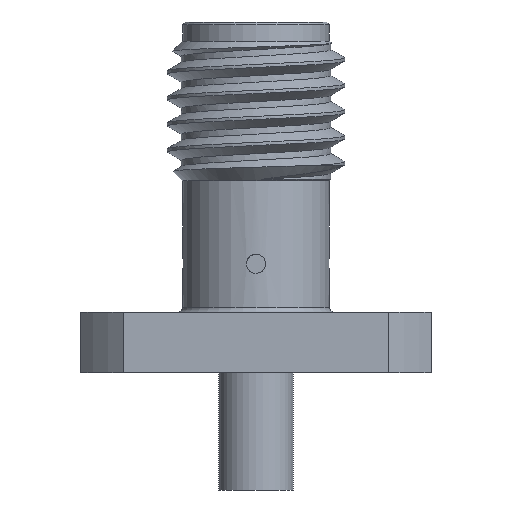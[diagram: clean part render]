
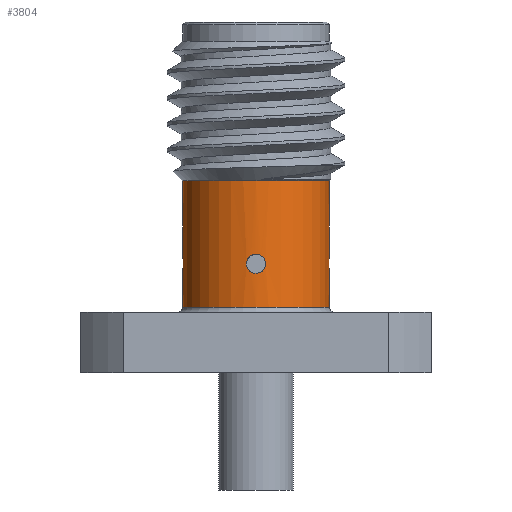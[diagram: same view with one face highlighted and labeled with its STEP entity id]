
A CAD part, front view. The second image highlights one B-rep face of the part: STEP entity #3804.
In plain terms, the highlighted cylindrical face has radius 1.994 mm (diameter 3.988 mm), a partial arc.
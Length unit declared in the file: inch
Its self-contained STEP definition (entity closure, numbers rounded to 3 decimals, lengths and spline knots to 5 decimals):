
#38 = CARTESIAN_POINT ( 'NONE',  ( -0.0785, 0., -0.035 ) ) ;
#59 = CARTESIAN_POINT ( 'NONE',  ( 0., -0.0785, 0.04145 ) ) ;
#77 = VECTOR ( 'NONE', #540, 39.37008 ) ;
#78 = CARTESIAN_POINT ( 'NONE',  ( 0.0785, 0., -0.035 ) ) ;
#97 = DIRECTION ( 'NONE',  ( 0., 0., 1. ) ) ;
#108 = LINE ( 'NONE', #737, #1653 ) ;
#155 = AXIS2_PLACEMENT_3D ( 'NONE', #284, #355, #2010 ) ;
#197 = VERTEX_POINT ( 'NONE', #1912 ) ;
#208 = DIRECTION ( 'NONE',  ( 1., 0., 0. ) ) ;
#249 = CARTESIAN_POINT ( 'NONE',  ( 0.07799, -0.00912, 0.04633 ) ) ;
#284 = CARTESIAN_POINT ( 'NONE',  ( 0., 0., -0.035 ) ) ;
#316 = B_SPLINE_CURVE_WITH_KNOTS ( 'NONE', 3,
 ( #3372, #3054, #4328, #387, #3353, #2062, #2677, #1059, #1403, #59 ),
 .UNSPECIFIED., .F., .F.,
 ( 4, 2, 2, 2, 4 ),
 ( 0., 0.0002, 0.00041, 0.00061, 0.00081 ),
 .UNSPECIFIED. ) ;
#355 = DIRECTION ( 'NONE',  ( 0., 0., 1. ) ) ;
#387 = CARTESIAN_POINT ( 'NONE',  ( 0.00912, -0.07799, 0.05703 ) ) ;
#396 = VERTEX_POINT ( 'NONE', #3936 ) ;
#421 = CIRCLE ( 'NONE', #1835, 0.0785 ) ;
#500 = VERTEX_POINT ( 'NONE', #2811 ) ;
#540 = DIRECTION ( 'NONE',  ( 0., 0., 1. ) ) ;
#543 = CARTESIAN_POINT ( 'NONE',  ( -0.00267, -0.0785, 0.04145 ) ) ;
#622 = B_SPLINE_CURVE_WITH_KNOTS ( 'NONE', 3,
 ( #3556, #902, #2248, #249, #1595, #3924, #3007, #993, #1663, #3670 ),
 .UNSPECIFIED., .F., .F.,
 ( 4, 2, 2, 2, 4 ),
 ( 0.00081, 0.00102, 0.00122, 0.00142, 0.00163 ),
 .UNSPECIFIED. ) ;
#684 = CYLINDRICAL_SURFACE ( 'NONE', #155, 0.0785 ) ;
#737 = CARTESIAN_POINT ( 'NONE',  ( 0.0785, 0., -0.035 ) ) ;
#780 = ORIENTED_EDGE ( 'NONE', *, *, #2147, .T. ) ;
#830 = CARTESIAN_POINT ( 'NONE',  ( -0.07799, -0.00914, 0.04636 ) ) ;
#902 = CARTESIAN_POINT ( 'NONE',  ( 0.0785, -0.00267, 0.04145 ) ) ;
#954 = ORIENTED_EDGE ( 'NONE', *, *, #2053, .T. ) ;
#993 = CARTESIAN_POINT ( 'NONE',  ( 0.07834, -0.00536, 0.0608 ) ) ;
#1059 = CARTESIAN_POINT ( 'NONE',  ( 0.00533, -0.07834, 0.04254 ) ) ;
#1185 = CARTESIAN_POINT ( 'NONE',  ( -0.0785, 0., 0.04145 ) ) ;
#1357 = EDGE_LOOP ( 'NONE', ( #2304, #2394, #2682, #3643, #780, #4045, #1864, #1824 ) ) ;
#1403 = CARTESIAN_POINT ( 'NONE',  ( 0.00267, -0.0785, 0.04145 ) ) ;
#1422 = DIRECTION ( 'NONE',  ( 0., 0., 1. ) ) ;
#1440 = DIRECTION ( 'NONE',  ( -1., 0., 0. ) ) ;
#1457 = EDGE_CURVE ( 'NONE', #3714, #396, #3393, .T. ) ;
#1498 = CARTESIAN_POINT ( 'NONE',  ( -0.07783, -0.01023, 0.04901 ) ) ;
#1575 = VECTOR ( 'NONE', #2317, 39.37008 ) ;
#1588 = CARTESIAN_POINT ( 'NONE',  ( -0.0785, 0., 0.06191 ) ) ;
#1595 = CARTESIAN_POINT ( 'NONE',  ( 0.07783, -0.01023, 0.04897 ) ) ;
#1653 = VECTOR ( 'NONE', #2772, 39.37008 ) ;
#1663 = CARTESIAN_POINT ( 'NONE',  ( 0.0785, -0.00271, 0.06191 ) ) ;
#1670 = EDGE_CURVE ( 'NONE', #3714, #2986, #2206, .T. ) ;
#1754 = CARTESIAN_POINT ( 'NONE',  ( 0., -0.0785, 0.06191 ) ) ;
#1780 = EDGE_CURVE ( 'NONE', #500, #396, #3101, .T. ) ;
#1824 = ORIENTED_EDGE ( 'NONE', *, *, #1780, .T. ) ;
#1835 = AXIS2_PLACEMENT_3D ( 'NONE', #3220, #3886, #208 ) ;
#1852 = CARTESIAN_POINT ( 'NONE',  ( -0.0785, -0.00271, 0.06191 ) ) ;
#1864 = ORIENTED_EDGE ( 'NONE', *, *, #2636, .F. ) ;
#1869 = CARTESIAN_POINT ( 'NONE',  ( 0., -0.0785, 0.06191 ) ) ;
#1893 = CARTESIAN_POINT ( 'NONE',  ( -0.07834, -0.00533, 0.04254 ) ) ;
#1912 = CARTESIAN_POINT ( 'NONE',  ( 0.0785, 0., 0.04145 ) ) ;
#1983 = FACE_OUTER_BOUND ( 'NONE', #1357, .T. ) ;
#1988 = CARTESIAN_POINT ( 'NONE',  ( 0.0785, 0., 0.005 ) ) ;
#1991 = VERTEX_POINT ( 'NONE', #4216 ) ;
#1999 = VERTEX_POINT ( 'NONE', #2921 ) ;
#2010 = DIRECTION ( 'NONE',  ( 1., 0., 0. ) ) ;
#2053 = EDGE_CURVE ( 'NONE', #2106, #1991, #316, .T. ) ;
#2062 = CARTESIAN_POINT ( 'NONE',  ( 0.01023, -0.07783, 0.04901 ) ) ;
#2082 = LINE ( 'NONE', #78, #3130 ) ;
#2106 = VERTEX_POINT ( 'NONE', #1754 ) ;
#2128 = LINE ( 'NONE', #2898, #77 ) ;
#2147 = EDGE_CURVE ( 'NONE', #3013, #1999, #2082, .T. ) ;
#2206 = CIRCLE ( 'NONE', #2564, 0.0785 ) ;
#2226 = EDGE_CURVE ( 'NONE', #1991, #2106, #3050, .T. ) ;
#2248 = CARTESIAN_POINT ( 'NONE',  ( 0.07834, -0.00534, 0.04256 ) ) ;
#2304 = ORIENTED_EDGE ( 'NONE', *, *, #1457, .F. ) ;
#2317 = DIRECTION ( 'NONE',  ( 0., 0., 1. ) ) ;
#2372 = EDGE_CURVE ( 'NONE', #2986, #197, #108, .T. ) ;
#2394 = ORIENTED_EDGE ( 'NONE', *, *, #1670, .T. ) ;
#2531 = CARTESIAN_POINT ( 'NONE',  ( -0.00271, -0.0785, 0.06191 ) ) ;
#2552 = CARTESIAN_POINT ( 'NONE',  ( -0.00912, -0.07799, 0.04633 ) ) ;
#2564 = AXIS2_PLACEMENT_3D ( 'NONE', #4058, #97, #1440 ) ;
#2636 = EDGE_CURVE ( 'NONE', #500, #2814, #2128, .T. ) ;
#2677 = CARTESIAN_POINT ( 'NONE',  ( 0.00914, -0.07799, 0.04636 ) ) ;
#2682 = ORIENTED_EDGE ( 'NONE', *, *, #2372, .T. ) ;
#2740 = FACE_BOUND ( 'NONE', #2948, .T. ) ;
#2772 = DIRECTION ( 'NONE',  ( 0., 0., 1. ) ) ;
#2780 = CARTESIAN_POINT ( 'NONE',  ( 0., -0.0785, 0.04145 ) ) ;
#2811 = CARTESIAN_POINT ( 'NONE',  ( -0.0785, 0., 0.06191 ) ) ;
#2814 = VERTEX_POINT ( 'NONE', #2918 ) ;
#2830 = ORIENTED_EDGE ( 'NONE', *, *, #2226, .T. ) ;
#2845 = CARTESIAN_POINT ( 'NONE',  ( -0.07834, -0.00535, 0.0608 ) ) ;
#2898 = CARTESIAN_POINT ( 'NONE',  ( -0.0785, 0., -0.035 ) ) ;
#2913 = EDGE_CURVE ( 'NONE', #1999, #2814, #421, .T. ) ;
#2918 = CARTESIAN_POINT ( 'NONE',  ( -0.0785, 0., 0.1405 ) ) ;
#2921 = CARTESIAN_POINT ( 'NONE',  ( 0.0785, 0., 0.1405 ) ) ;
#2948 = EDGE_LOOP ( 'NONE', ( #954, #2830 ) ) ;
#2961 = EDGE_CURVE ( 'NONE', #197, #3013, #622, .T. ) ;
#2986 = VERTEX_POINT ( 'NONE', #1988 ) ;
#3007 = CARTESIAN_POINT ( 'NONE',  ( 0.07799, -0.00912, 0.05702 ) ) ;
#3013 = VERTEX_POINT ( 'NONE', #3992 ) ;
#3024 = CARTESIAN_POINT ( 'NONE',  ( -0.0785, 0., 0.005 ) ) ;
#3050 = B_SPLINE_CURVE_WITH_KNOTS ( 'NONE', 3,
 ( #2780, #543, #3145, #2552, #3849, #3211, #4224, #3188, #2531, #1869 ),
 .UNSPECIFIED., .F., .F.,
 ( 4, 2, 2, 2, 4 ),
 ( 0.00081, 0.00102, 0.00122, 0.00142, 0.00163 ),
 .UNSPECIFIED. ) ;
#3054 = CARTESIAN_POINT ( 'NONE',  ( 0.00271, -0.0785, 0.06191 ) ) ;
#3101 = B_SPLINE_CURVE_WITH_KNOTS ( 'NONE', 3,
 ( #1588, #1852, #2845, #3856, #3532, #1498, #830, #1893, #3835, #1185 ),
 .UNSPECIFIED., .F., .F.,
 ( 4, 2, 2, 2, 4 ),
 ( 0., 0.0002, 0.00041, 0.00061, 0.00081 ),
 .UNSPECIFIED. ) ;
#3130 = VECTOR ( 'NONE', #1422, 39.37008 ) ;
#3145 = CARTESIAN_POINT ( 'NONE',  ( -0.00534, -0.07834, 0.04256 ) ) ;
#3188 = CARTESIAN_POINT ( 'NONE',  ( -0.00536, -0.07834, 0.0608 ) ) ;
#3211 = CARTESIAN_POINT ( 'NONE',  ( -0.01023, -0.07783, 0.05438 ) ) ;
#3220 = CARTESIAN_POINT ( 'NONE',  ( 0., 0., 0.1405 ) ) ;
#3353 = CARTESIAN_POINT ( 'NONE',  ( 0.01023, -0.07783, 0.05436 ) ) ;
#3372 = CARTESIAN_POINT ( 'NONE',  ( 0., -0.0785, 0.06191 ) ) ;
#3393 = LINE ( 'NONE', #38, #1575 ) ;
#3532 = CARTESIAN_POINT ( 'NONE',  ( -0.07783, -0.01023, 0.05436 ) ) ;
#3556 = CARTESIAN_POINT ( 'NONE',  ( 0.0785, 0., 0.04145 ) ) ;
#3643 = ORIENTED_EDGE ( 'NONE', *, *, #2961, .T. ) ;
#3670 = CARTESIAN_POINT ( 'NONE',  ( 0.0785, 0., 0.06191 ) ) ;
#3714 = VERTEX_POINT ( 'NONE', #3024 ) ;
#3804 = ADVANCED_FACE ( 'NONE', ( #1983, #2740 ), #684, .T. ) ;
#3835 = CARTESIAN_POINT ( 'NONE',  ( -0.0785, -0.00267, 0.04145 ) ) ;
#3849 = CARTESIAN_POINT ( 'NONE',  ( -0.01023, -0.07783, 0.04897 ) ) ;
#3856 = CARTESIAN_POINT ( 'NONE',  ( -0.07799, -0.00912, 0.05703 ) ) ;
#3886 = DIRECTION ( 'NONE',  ( 0., 0., -1. ) ) ;
#3924 = CARTESIAN_POINT ( 'NONE',  ( 0.07783, -0.01023, 0.05438 ) ) ;
#3936 = CARTESIAN_POINT ( 'NONE',  ( -0.0785, 0., 0.04145 ) ) ;
#3992 = CARTESIAN_POINT ( 'NONE',  ( 0.0785, 0., 0.06191 ) ) ;
#4045 = ORIENTED_EDGE ( 'NONE', *, *, #2913, .T. ) ;
#4058 = CARTESIAN_POINT ( 'NONE',  ( 0., 0., 0.005 ) ) ;
#4216 = CARTESIAN_POINT ( 'NONE',  ( 0., -0.0785, 0.04145 ) ) ;
#4224 = CARTESIAN_POINT ( 'NONE',  ( -0.00912, -0.07799, 0.05702 ) ) ;
#4328 = CARTESIAN_POINT ( 'NONE',  ( 0.00535, -0.07834, 0.0608 ) ) ;
